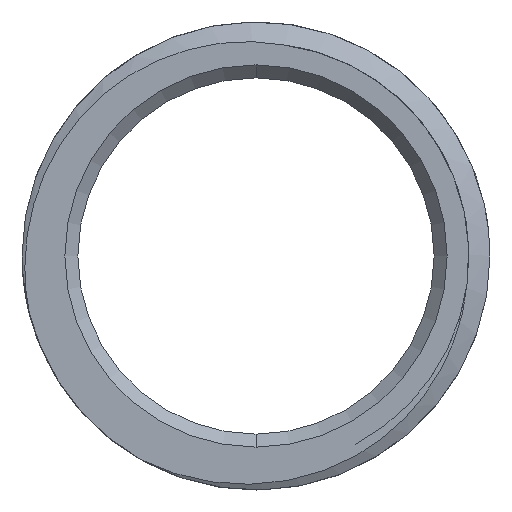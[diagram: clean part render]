
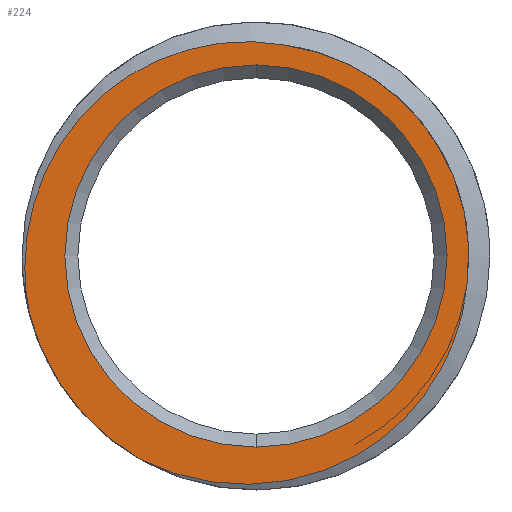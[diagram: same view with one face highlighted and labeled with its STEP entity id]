
A CAD part, front view. The second image highlights one B-rep face of the part: STEP entity #224.
In plain terms, the highlighted planar face has unit normal (0, -1, 0).
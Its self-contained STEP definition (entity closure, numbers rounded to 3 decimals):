
#37=B_SPLINE_CURVE_WITH_KNOTS('',3,(#2568,#2569,#2570,#2571,#2572,#2573),
 .UNSPECIFIED.,.F.,.F.,(4,2,4),(0.,0.5,1.),.UNSPECIFIED.);
#38=B_SPLINE_CURVE_WITH_KNOTS('',3,(#3849,#3850,#3851,#3852,#3853,#3854),
 .UNSPECIFIED.,.F.,.F.,(4,2,4),(0.,0.5,1.),.UNSPECIFIED.);
#39=B_SPLINE_CURVE_WITH_KNOTS('',3,(#4371,#4372,#4373,#4374,#4375,#4376),
 .UNSPECIFIED.,.F.,.F.,(4,2,4),(0.,0.5,1.),.UNSPECIFIED.);
#154=PLANE('',#1291);
#157=FACE_BOUND('',#363,.T.);
#158=FACE_BOUND('',#364,.T.);
#224=ADVANCED_FACE('NONE',(#157,#158),#154,.T.);
#363=EDGE_LOOP('',(#578,#579,#580,#581));
#364=EDGE_LOOP('',(#582,#583));
#423=CIRCLE('',#1274,7.35);
#431=CIRCLE('',#1289,9.);
#432=CIRCLE('',#1290,7.35);
#578=ORIENTED_EDGE('',*,*,#1077,.T.);
#579=ORIENTED_EDGE('',*,*,#1075,.T.);
#580=ORIENTED_EDGE('',*,*,#1021,.T.);
#581=ORIENTED_EDGE('',*,*,#1018,.T.);
#582=ORIENTED_EDGE('',*,*,#1078,.T.);
#583=ORIENTED_EDGE('',*,*,#948,.T.);
#820=VERTEX_POINT('',#1583);
#822=VERTEX_POINT('',#1587);
#832=VERTEX_POINT('',#2033);
#888=VERTEX_POINT('',#2567);
#889=VERTEX_POINT('',#3845);
#891=VERTEX_POINT('',#3861);
#948=EDGE_CURVE('NONE',#820,#822,#423,.T.);
#1018=EDGE_CURVE('NONE',#832,#888,#37,.T.);
#1021=EDGE_CURVE('NONE',#889,#832,#38,.T.);
#1075=EDGE_CURVE('NONE',#891,#889,#39,.T.);
#1077=EDGE_CURVE('NONE',#888,#891,#431,.T.);
#1078=EDGE_CURVE('NONE',#822,#820,#432,.T.);
#1274=AXIS2_PLACEMENT_3D('',#1588,#1361,#1362);
#1289=AXIS2_PLACEMENT_3D('',#5240,#1397,#1398);
#1290=AXIS2_PLACEMENT_3D('',#5241,#1399,#1400);
#1291=AXIS2_PLACEMENT_3D('',#5242,#1401,#1402);
#1361=DIRECTION('',(0.,1.,0.));
#1362=DIRECTION('',(0.,0.,-1.));
#1397=DIRECTION('',(0.,-1.,0.));
#1398=DIRECTION('',(-1.,0.,0.));
#1399=DIRECTION('',(0.,1.,0.));
#1400=DIRECTION('',(0.,0.,-1.));
#1401=DIRECTION('',(0.,-1.,0.));
#1402=DIRECTION('',(-1.,0.,0.));
#1583=CARTESIAN_POINT('',(0.,0.,7.35));
#1587=CARTESIAN_POINT('',(0.,0.,-7.35));
#1588=CARTESIAN_POINT('',(0.,0.,0.));
#2033=CARTESIAN_POINT('',(1.1,0.,8.114));
#2567=CARTESIAN_POINT('',(-8.686,0.,-2.355));
#2568=CARTESIAN_POINT('',(1.1,0.,8.114));
#2569=CARTESIAN_POINT('',(-1.676,0.,8.633));
#2570=CARTESIAN_POINT('',(-4.678,0.,7.606));
#2571=CARTESIAN_POINT('',(-8.518,0.,3.433));
#2572=CARTESIAN_POINT('',(-9.301,0.,0.42));
#2573=CARTESIAN_POINT('',(-8.686,0.,-2.355));
#3845=CARTESIAN_POINT('',(8.114,0.,-1.1));
#3849=CARTESIAN_POINT('',(8.114,0.,-1.1));
#3850=CARTESIAN_POINT('',(8.404,0.,1.04));
#3851=CARTESIAN_POINT('',(7.818,0.,3.249));
#3852=CARTESIAN_POINT('',(5.212,0.,6.671));
#3853=CARTESIAN_POINT('',(3.244,0.,7.823));
#3854=CARTESIAN_POINT('',(1.1,0.,8.114));
#3861=CARTESIAN_POINT('',(-4.477,0.,-7.808));
#4371=CARTESIAN_POINT('',(-4.477,0.,-7.808));
#4372=CARTESIAN_POINT('',(-1.956,0.,-9.1));
#4373=CARTESIAN_POINT('',(1.135,0.,-9.114));
#4374=CARTESIAN_POINT('',(6.127,0.,-6.484));
#4375=CARTESIAN_POINT('',(7.876,0.,-3.904));
#4376=CARTESIAN_POINT('',(8.114,0.,-1.1));
#5240=CARTESIAN_POINT('',(0.,0.,0.));
#5241=CARTESIAN_POINT('',(0.,0.,0.));
#5242=CARTESIAN_POINT('',(0.,0.,0.));
